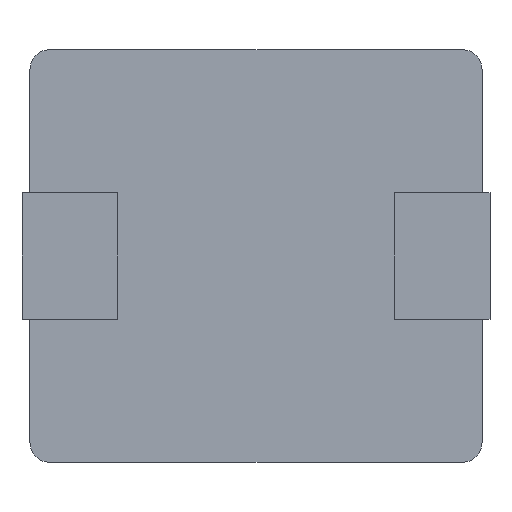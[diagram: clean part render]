
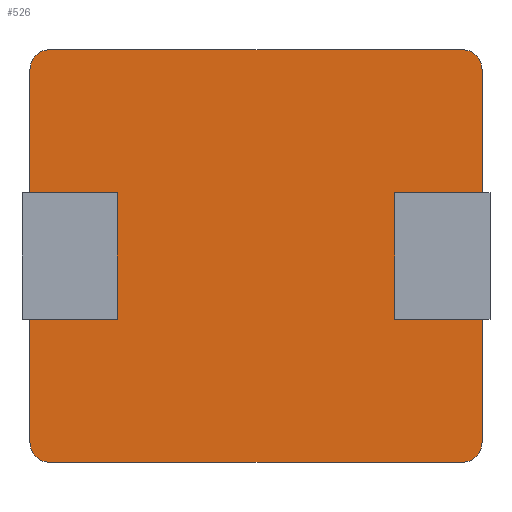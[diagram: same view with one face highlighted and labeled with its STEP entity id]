
A CAD part, front view. The second image highlights one B-rep face of the part: STEP entity #526.
In plain terms, the highlighted planar face has unit normal (0, -1, 0).
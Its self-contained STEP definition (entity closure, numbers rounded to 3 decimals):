
#23 = VERTEX_POINT ( 'NONE', #449 ) ;
#29 = AXIS2_PLACEMENT_3D ( 'NONE', #1069, #874, #1156 ) ;
#46 = CARTESIAN_POINT ( 'NONE',  ( 5.45, 0., -0.25 ) ) ;
#52 = VERTEX_POINT ( 'NONE', #479 ) ;
#56 = DIRECTION ( 'NONE',  ( 0., -1., 0. ) ) ;
#85 = CARTESIAN_POINT ( 'NONE',  ( 0., 0., -0.25 ) ) ;
#96 = CARTESIAN_POINT ( 'NONE',  ( 0.25, 0., -5.2 ) ) ;
#121 = EDGE_CURVE ( 'NONE', #23, #249, #898, .T. ) ;
#126 = CARTESIAN_POINT ( 'NONE',  ( 0., 0., 0. ) ) ;
#128 = CIRCLE ( 'NONE', #292, 0.25 ) ;
#140 = CARTESIAN_POINT ( 'NONE',  ( 5.7, 0., -4.95 ) ) ;
#145 = CARTESIAN_POINT ( 'NONE',  ( 0.25, 0., -4.95 ) ) ;
#191 = VECTOR ( 'NONE', #486, 1000. ) ;
#194 = CARTESIAN_POINT ( 'NONE',  ( 0., 0., -5.2 ) ) ;
#204 = CIRCLE ( 'NONE', #424, 0.25 ) ;
#210 = CARTESIAN_POINT ( 'NONE',  ( 0.25, 0., 0. ) ) ;
#217 = LINE ( 'NONE', #229, #648 ) ;
#229 = CARTESIAN_POINT ( 'NONE',  ( 0., 0., 0. ) ) ;
#249 = VERTEX_POINT ( 'NONE', #140 ) ;
#266 = ORIENTED_EDGE ( 'NONE', *, *, #121, .F. ) ;
#279 = EDGE_CURVE ( 'NONE', #765, #558, #652, .T. ) ;
#287 = VERTEX_POINT ( 'NONE', #1127 ) ;
#292 = AXIS2_PLACEMENT_3D ( 'NONE', #398, #56, #494 ) ;
#320 = DIRECTION ( 'NONE',  ( 0., 0., 1. ) ) ;
#341 = LINE ( 'NONE', #126, #191 ) ;
#393 = ORIENTED_EDGE ( 'NONE', *, *, #279, .T. ) ;
#398 = CARTESIAN_POINT ( 'NONE',  ( 5.45, 0., -4.95 ) ) ;
#401 = ORIENTED_EDGE ( 'NONE', *, *, #828, .T. ) ;
#403 = FACE_OUTER_BOUND ( 'NONE', #827, .T. ) ;
#424 = AXIS2_PLACEMENT_3D ( 'NONE', #46, #856, #952 ) ;
#448 = VECTOR ( 'NONE', #642, 1000. ) ;
#449 = CARTESIAN_POINT ( 'NONE',  ( 5.7, 0., -0.25 ) ) ;
#479 = CARTESIAN_POINT ( 'NONE',  ( 0., 0., -4.95 ) ) ;
#486 = DIRECTION ( 'NONE',  ( 1., 0., 0. ) ) ;
#494 = DIRECTION ( 'NONE',  ( 0., 0., -1. ) ) ;
#511 = DIRECTION ( 'NONE',  ( 0., -1., 0. ) ) ;
#525 = DIRECTION ( 'NONE',  ( 0., -1., 0. ) ) ;
#526 = ADVANCED_FACE ( 'NONE', ( #403 ), #1178, .T. ) ;
#558 = VERTEX_POINT ( 'NONE', #85 ) ;
#582 = VERTEX_POINT ( 'NONE', #96 ) ;
#598 = AXIS2_PLACEMENT_3D ( 'NONE', #1172, #525, #620 ) ;
#600 = LINE ( 'NONE', #194, #805 ) ;
#620 = DIRECTION ( 'NONE',  ( 0., 0., -1. ) ) ;
#640 = ORIENTED_EDGE ( 'NONE', *, *, #917, .T. ) ;
#642 = DIRECTION ( 'NONE',  ( 0., 0., -1. ) ) ;
#648 = VECTOR ( 'NONE', #320, 1000. ) ;
#652 = CIRCLE ( 'NONE', #29, 0.25 ) ;
#670 = ORIENTED_EDGE ( 'NONE', *, *, #991, .T. ) ;
#689 = ORIENTED_EDGE ( 'NONE', *, *, #745, .F. ) ;
#730 = CARTESIAN_POINT ( 'NONE',  ( 5.7, 0., 0. ) ) ;
#741 = ORIENTED_EDGE ( 'NONE', *, *, #922, .F. ) ;
#745 = EDGE_CURVE ( 'NONE', #765, #287, #341, .T. ) ;
#765 = VERTEX_POINT ( 'NONE', #210 ) ;
#805 = VECTOR ( 'NONE', #814, 1000. ) ;
#814 = DIRECTION ( 'NONE',  ( -1., 0., 0. ) ) ;
#827 = EDGE_LOOP ( 'NONE', ( #741, #670, #979, #401, #266, #640, #689, #393 ) ) ;
#828 = EDGE_CURVE ( 'NONE', #869, #249, #128, .T. ) ;
#856 = DIRECTION ( 'NONE',  ( 0., -1., 0. ) ) ;
#869 = VERTEX_POINT ( 'NONE', #1036 ) ;
#874 = DIRECTION ( 'NONE',  ( 0., -1., 0. ) ) ;
#898 = LINE ( 'NONE', #730, #448 ) ;
#917 = EDGE_CURVE ( 'NONE', #23, #287, #204, .T. ) ;
#922 = EDGE_CURVE ( 'NONE', #52, #558, #217, .T. ) ;
#940 = AXIS2_PLACEMENT_3D ( 'NONE', #145, #511, #1159 ) ;
#952 = DIRECTION ( 'NONE',  ( 0., 0., -1. ) ) ;
#979 = ORIENTED_EDGE ( 'NONE', *, *, #1151, .F. ) ;
#991 = EDGE_CURVE ( 'NONE', #52, #582, #1122, .T. ) ;
#1036 = CARTESIAN_POINT ( 'NONE',  ( 5.45, 0., -5.2 ) ) ;
#1069 = CARTESIAN_POINT ( 'NONE',  ( 0.25, 0., -0.25 ) ) ;
#1122 = CIRCLE ( 'NONE', #940, 0.25 ) ;
#1127 = CARTESIAN_POINT ( 'NONE',  ( 5.45, 0., 0. ) ) ;
#1151 = EDGE_CURVE ( 'NONE', #869, #582, #600, .T. ) ;
#1156 = DIRECTION ( 'NONE',  ( 0., 0., -1. ) ) ;
#1159 = DIRECTION ( 'NONE',  ( 0., 0., -1. ) ) ;
#1172 = CARTESIAN_POINT ( 'NONE',  ( 0., 0., 0. ) ) ;
#1178 = PLANE ( 'NONE',  #598 ) ;
